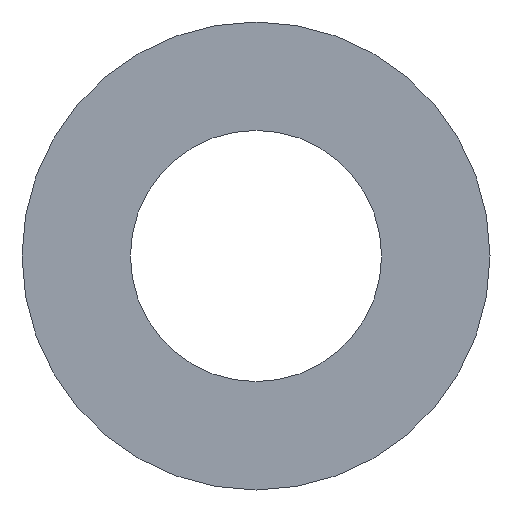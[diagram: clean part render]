
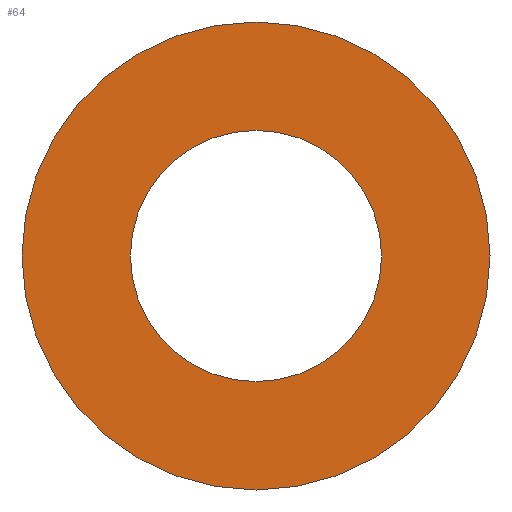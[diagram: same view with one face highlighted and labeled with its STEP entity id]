
A CAD part, left-side view. The second image highlights one B-rep face of the part: STEP entity #64.
In plain terms, the highlighted planar face has unit normal (-1, 0, 0).
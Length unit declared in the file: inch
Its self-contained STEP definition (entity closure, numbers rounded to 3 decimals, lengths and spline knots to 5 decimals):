
#22=FACE_BOUND('',#32,.T.);
#26=FACE_OUTER_BOUND('',#31,.T.);
#31=EDGE_LOOP('',(#57));
#32=EDGE_LOOP('',(#58));
#35=CIRCLE('',#83,0.55118);
#36=CIRCLE('',#85,0.29591);
#39=VERTEX_POINT('',#114);
#40=VERTEX_POINT('',#118);
#43=EDGE_CURVE('',#39,#39,#35,.T.);
#46=EDGE_CURVE('',#40,#40,#36,.T.);
#57=ORIENTED_EDGE('',*,*,#43,.F.);
#58=ORIENTED_EDGE('',*,*,#46,.T.);
#60=PLANE('',#86);
#64=ADVANCED_FACE('',(#26,#22),#60,.F.);
#83=AXIS2_PLACEMENT_3D('',#115,#97,#98);
#85=AXIS2_PLACEMENT_3D('',#120,#103,#104);
#86=AXIS2_PLACEMENT_3D('',#121,#105,#106);
#97=DIRECTION('center_axis',(1.,0.,0.));
#98=DIRECTION('ref_axis',(0.,0.,-1.));
#103=DIRECTION('center_axis',(1.,0.,0.));
#104=DIRECTION('ref_axis',(0.,0.,-1.));
#105=DIRECTION('center_axis',(1.,0.,0.));
#106=DIRECTION('ref_axis',(0.,0.,-1.));
#114=CARTESIAN_POINT('',(-0.01969,0.,-0.55118));
#115=CARTESIAN_POINT('Origin',(-0.01969,0.,0.));
#118=CARTESIAN_POINT('',(-0.01969,0.,-0.29591));
#120=CARTESIAN_POINT('Origin',(-0.01969,0.,0.));
#121=CARTESIAN_POINT('Origin',(-0.01969,0.,0.));
